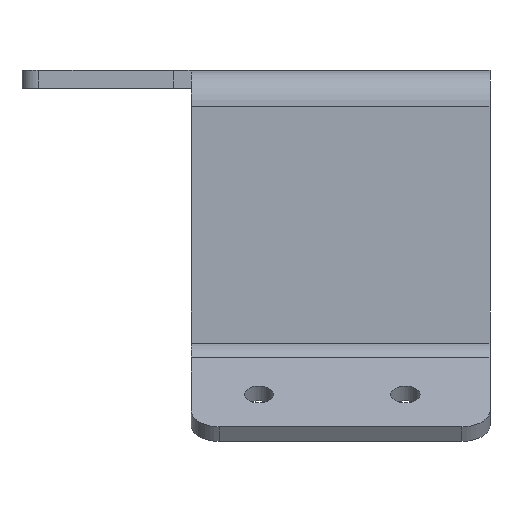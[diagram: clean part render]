
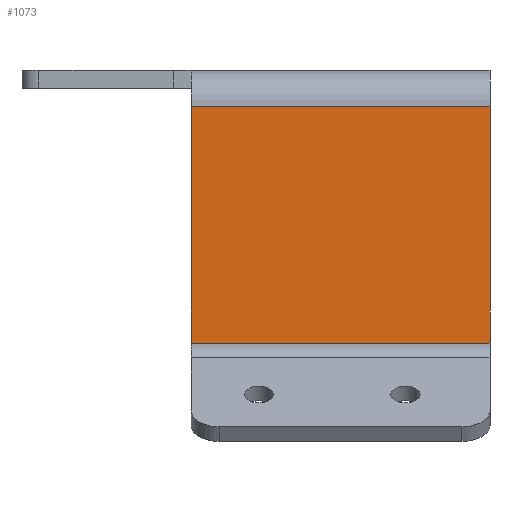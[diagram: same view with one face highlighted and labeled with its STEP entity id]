
A CAD part, front view. The second image highlights one B-rep face of the part: STEP entity #1073.
In plain terms, the highlighted planar face has unit normal (0, -1, 0).
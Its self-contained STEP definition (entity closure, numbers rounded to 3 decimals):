
#77=PLANE('',#1184);
#134=FACE_OUTER_BOUND('',#209,.T.);
#209=EDGE_LOOP('',(#977,#978,#979,#980));
#239=LINE('',#1686,#328);
#293=LINE('',#2155,#382);
#296=LINE('',#2162,#385);
#297=LINE('',#2165,#386);
#328=VECTOR('',#1280,10.);
#382=VECTOR('',#1440,10.);
#385=VECTOR('',#1447,10.);
#386=VECTOR('',#1452,4.572);
#452=VERTEX_POINT('',#1503);
#493=VERTEX_POINT('',#1684);
#535=VERTEX_POINT('',#2151);
#537=VERTEX_POINT('',#2161);
#596=EDGE_CURVE('',#452,#493,#239,.F.);
#679=EDGE_CURVE('',#535,#452,#293,.T.);
#682=EDGE_CURVE('',#493,#537,#296,.T.);
#684=EDGE_CURVE('',#537,#535,#297,.T.);
#977=ORIENTED_EDGE('',*,*,#679,.T.);
#978=ORIENTED_EDGE('',*,*,#596,.T.);
#979=ORIENTED_EDGE('',*,*,#682,.T.);
#980=ORIENTED_EDGE('',*,*,#684,.T.);
#1073=ADVANCED_FACE('',(#134),#77,.T.);
#1184=AXIS2_PLACEMENT_3D('',#2171,#1461,#1462);
#1280=DIRECTION('',(0.,0.,-1.));
#1440=DIRECTION('',(1.,0.,0.));
#1447=DIRECTION('',(-1.,0.,0.));
#1452=DIRECTION('',(0.,0.,-1.));
#1461=DIRECTION('center_axis',(0.,-1.,0.));
#1462=DIRECTION('ref_axis',(1.,0.,0.));
#1503=CARTESIAN_POINT('',(28.,-31.175,-81.097));
#1684=CARTESIAN_POINT('',(28.,-31.175,-39.1));
#1686=CARTESIAN_POINT('',(28.,-31.175,-45.042));
#2151=CARTESIAN_POINT('',(-25.,-31.175,-81.097));
#2155=CARTESIAN_POINT('',(-12.5,-31.175,-81.097));
#2161=CARTESIAN_POINT('',(-25.,-31.175,-39.1));
#2162=CARTESIAN_POINT('',(0.,-31.175,-39.1));
#2165=CARTESIAN_POINT('',(-25.,-31.175,-24.737));
#2171=CARTESIAN_POINT('Origin',(0.,-31.175,-57.334));
